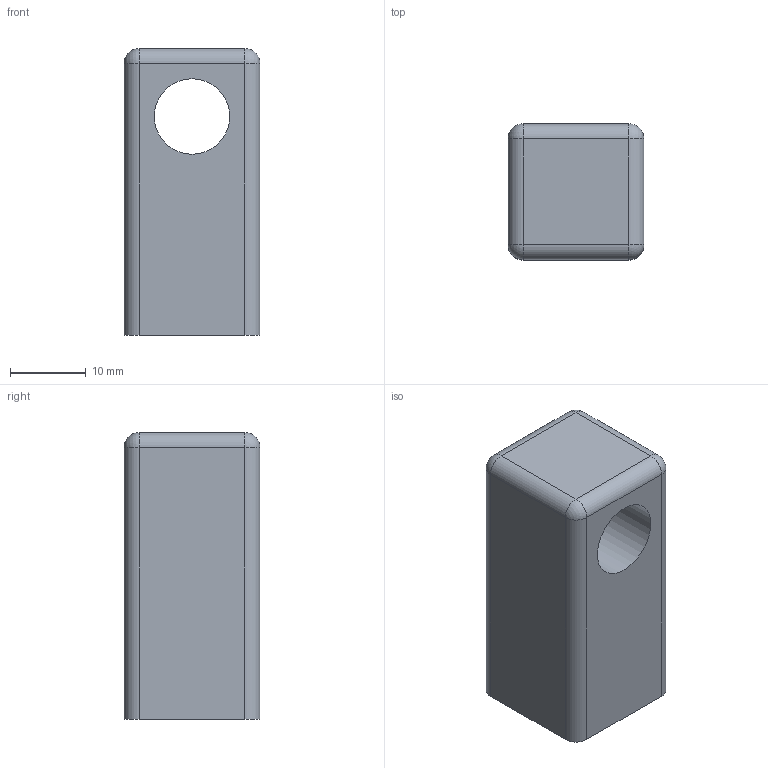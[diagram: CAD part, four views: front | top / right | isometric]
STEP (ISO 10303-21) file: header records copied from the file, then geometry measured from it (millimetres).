
FILE_DESCRIPTION(('FreeCAD Model'),'2;1');
FILE_NAME( 'ZbaseAUX.step', '2015-03-25T13:23:55',('FreeCAD'),('FreeCAD'), 'Open CASCADE STEP processor 6.5','FreeCAD','Unknown');
FILE_SCHEMA(('AUTOMOTIVE_DESIGN_CC2 { 1 2 10303 214 -1 1 5 4 }'));
Length unit declared in the file: millimetre
Products named in the file (1): ZbaseAUX
Bounding box: 18 x 18 x 38 mm (x, y, z)
Volume: 10711.4 mm3; surface area: 3594.4 mm2
Topology: 1 solids, 1 shells, 19 faces, 44 edges, 23 vertices
Faces by surface type: cylinder 9, plane 6, sphere 4
Full cylindrical faces by diameter (mm): 10 x1
Entity records: 1046 total; most frequent: CARTESIAN_POINT 203, DIRECTION 159, ORIENTED_EDGE 80, PCURVE 80, DEFINITIONAL_REPRESENTATION 80, LINE 78, VECTOR 78, EDGE_CURVE 40
